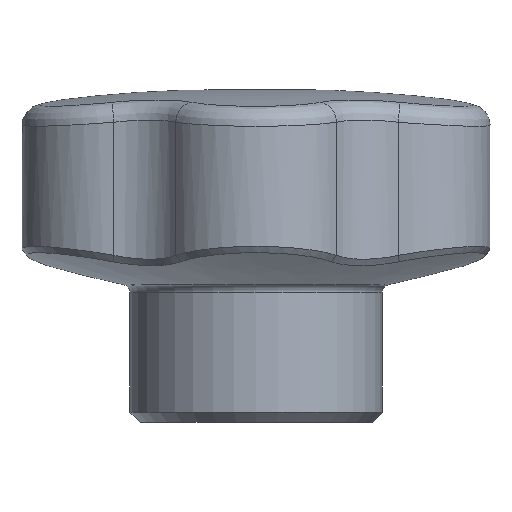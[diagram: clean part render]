
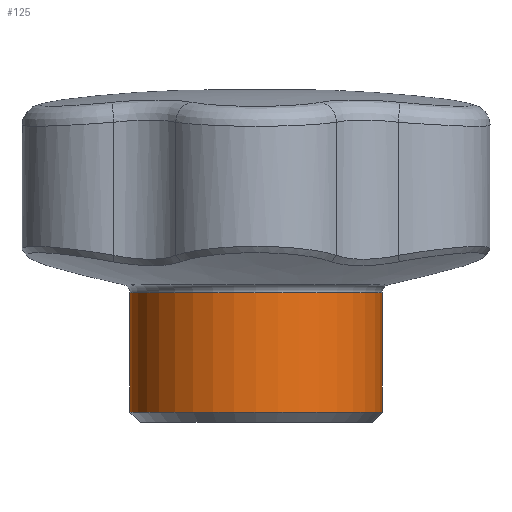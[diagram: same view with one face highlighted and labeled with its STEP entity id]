
A CAD part, front view. The second image highlights one B-rep face of the part: STEP entity #125.
In plain terms, the highlighted cylindrical face has radius 12.5 mm (diameter 25 mm), a full revolution.
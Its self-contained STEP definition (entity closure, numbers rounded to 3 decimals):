
#125 = ADVANCED_FACE( '', ( #266, #267 ), #268, .T. );
#266 = FACE_OUTER_BOUND( '', #2163, .T. );
#267 = FACE_OUTER_BOUND( '', #2164, .T. );
#268 = CYLINDRICAL_SURFACE( '', #2165, 12.5 );
#2163 = EDGE_LOOP( '', ( #3487 ) );
#2164 = EDGE_LOOP( '', ( #3488 ) );
#2165 = AXIS2_PLACEMENT_3D( '', #3489, #3490, #3491 );
#3487 = ORIENTED_EDGE( '', *, *, #3637, .T. );
#3488 = ORIENTED_EDGE( '', *, *, #3702, .T. );
#3489 = CARTESIAN_POINT( '', ( 0., 0., 32.9 ) );
#3490 = DIRECTION( '', ( 0., 0., -1. ) );
#3491 = DIRECTION( '', ( 0., -1., 0. ) );
#3637 = EDGE_CURVE( '', #3803, #3803, #3804, .F. );
#3702 = EDGE_CURVE( '', #3890, #3890, #3891, .T. );
#3803 = VERTEX_POINT( '', #4742 );
#3804 = CIRCLE( '', #4743, 12.5 );
#3890 = VERTEX_POINT( '', #5662 );
#3891 = CIRCLE( '', #5663, 12.5 );
#4742 = CARTESIAN_POINT( '', ( 0., -12.5, 12.852 ) );
#4743 = AXIS2_PLACEMENT_3D( '', #6099, #6100, #6101 );
#5662 = CARTESIAN_POINT( '', ( 0., -12.5, 1. ) );
#5663 = AXIS2_PLACEMENT_3D( '', #6145, #6146, #6147 );
#6099 = CARTESIAN_POINT( '', ( 0., 0., 12.852 ) );
#6100 = DIRECTION( '', ( 0., 0., 1. ) );
#6101 = DIRECTION( '', ( 0., -1., 0. ) );
#6145 = CARTESIAN_POINT( '', ( 0., 0., 1. ) );
#6146 = DIRECTION( '', ( 0., 0., 1. ) );
#6147 = DIRECTION( '', ( 0., -1., 0. ) );
